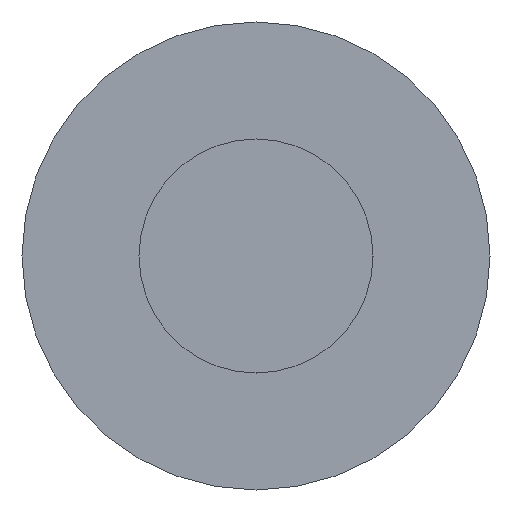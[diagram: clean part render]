
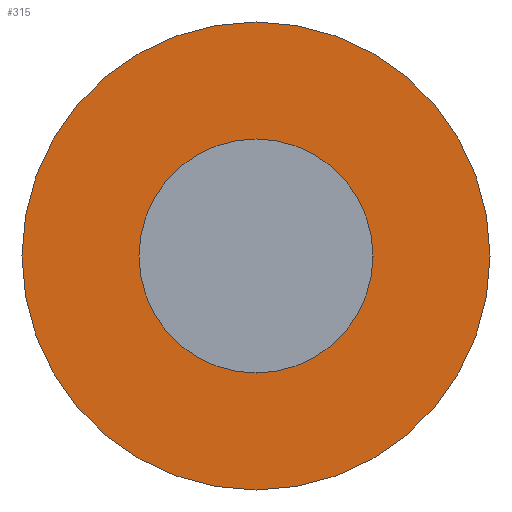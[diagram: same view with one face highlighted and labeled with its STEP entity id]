
A CAD part, front view. The second image highlights one B-rep face of the part: STEP entity #315.
In plain terms, the highlighted planar face has unit normal (0, -1, 0).
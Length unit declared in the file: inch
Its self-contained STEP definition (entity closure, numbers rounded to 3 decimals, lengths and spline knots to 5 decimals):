
#3 = CARTESIAN_POINT ( 'NONE',  ( 0., 0.142, -0.1875 ) ) ;
#4 = CIRCLE ( 'NONE', #363, 0.09375 ) ;
#23 = ORIENTED_EDGE ( 'NONE', *, *, #415, .T. ) ;
#38 = DIRECTION ( 'NONE',  ( 0., -1., 0. ) ) ;
#47 = AXIS2_PLACEMENT_3D ( 'NONE', #199, #84, #232 ) ;
#65 = EDGE_LOOP ( 'NONE', ( #412, #263 ) ) ;
#79 = CARTESIAN_POINT ( 'NONE',  ( 0., 0.142, 0. ) ) ;
#84 = DIRECTION ( 'NONE',  ( 0., -1., 0. ) ) ;
#94 = CIRCLE ( 'NONE', #386, 0.1875 ) ;
#110 = CARTESIAN_POINT ( 'NONE',  ( 0., 0.142, 0. ) ) ;
#115 = FACE_OUTER_BOUND ( 'NONE', #166, .T. ) ;
#128 = AXIS2_PLACEMENT_3D ( 'NONE', #305, #266, #427 ) ;
#135 = EDGE_CURVE ( 'NONE', #370, #466, #4, .T. ) ;
#147 = PLANE ( 'NONE',  #128 ) ;
#148 = VERTEX_POINT ( 'NONE', #3 ) ;
#166 = EDGE_LOOP ( 'NONE', ( #23, #360 ) ) ;
#193 = DIRECTION ( 'NONE',  ( 0., 0., -1. ) ) ;
#199 = CARTESIAN_POINT ( 'NONE',  ( 0., 0.142, 0. ) ) ;
#232 = DIRECTION ( 'NONE',  ( 0., 0., -1. ) ) ;
#241 = DIRECTION ( 'NONE',  ( 0., 0., -1. ) ) ;
#263 = ORIENTED_EDGE ( 'NONE', *, *, #135, .F. ) ;
#266 = DIRECTION ( 'NONE',  ( 0., 1., 0. ) ) ;
#301 = CIRCLE ( 'NONE', #419, 0.09375 ) ;
#305 = CARTESIAN_POINT ( 'NONE',  ( -0.1875, 0.142, 0. ) ) ;
#314 = CARTESIAN_POINT ( 'NONE',  ( 0., 0.142, 0. ) ) ;
#315 = ADVANCED_FACE ( 'NONE', ( #471, #115 ), #147, .F. ) ;
#336 = EDGE_CURVE ( 'NONE', #400, #148, #94, .T. ) ;
#349 = DIRECTION ( 'NONE',  ( 0., -1., 0. ) ) ;
#360 = ORIENTED_EDGE ( 'NONE', *, *, #336, .T. ) ;
#362 = DIRECTION ( 'NONE',  ( 0., -1., 0. ) ) ;
#363 = AXIS2_PLACEMENT_3D ( 'NONE', #314, #362, #474 ) ;
#367 = CARTESIAN_POINT ( 'NONE',  ( 0., 0.142, -0.09375 ) ) ;
#370 = VERTEX_POINT ( 'NONE', #473 ) ;
#376 = EDGE_CURVE ( 'NONE', #466, #370, #301, .T. ) ;
#378 = CIRCLE ( 'NONE', #47, 0.1875 ) ;
#386 = AXIS2_PLACEMENT_3D ( 'NONE', #110, #349, #193 ) ;
#394 = CARTESIAN_POINT ( 'NONE',  ( 0., 0.142, 0.1875 ) ) ;
#400 = VERTEX_POINT ( 'NONE', #394 ) ;
#412 = ORIENTED_EDGE ( 'NONE', *, *, #376, .F. ) ;
#415 = EDGE_CURVE ( 'NONE', #148, #400, #378, .T. ) ;
#419 = AXIS2_PLACEMENT_3D ( 'NONE', #79, #38, #241 ) ;
#427 = DIRECTION ( 'NONE',  ( 0., 0., 1. ) ) ;
#466 = VERTEX_POINT ( 'NONE', #367 ) ;
#471 = FACE_BOUND ( 'NONE', #65, .T. ) ;
#473 = CARTESIAN_POINT ( 'NONE',  ( 0., 0.142, 0.09375 ) ) ;
#474 = DIRECTION ( 'NONE',  ( 0., 0., -1. ) ) ;
